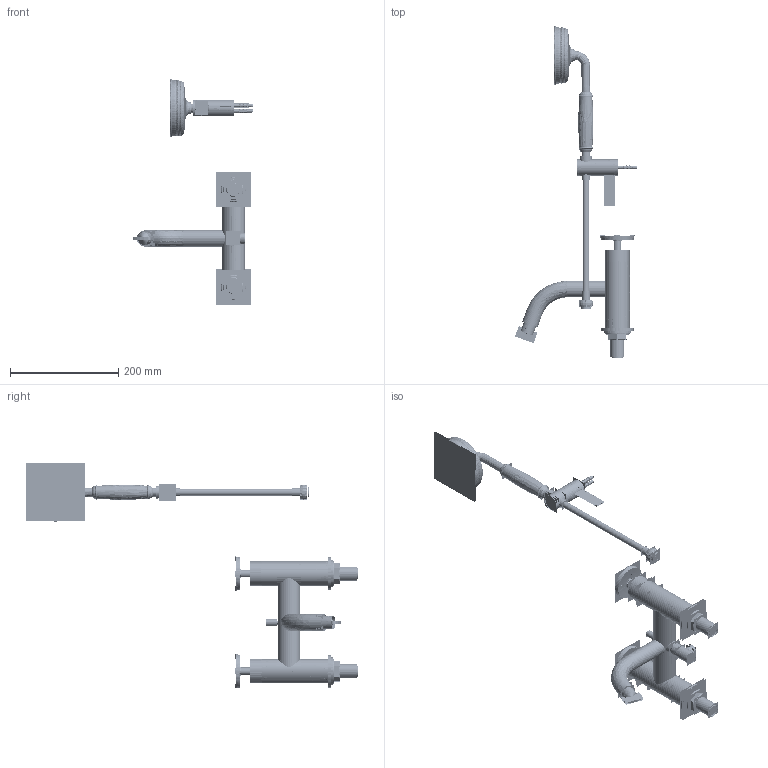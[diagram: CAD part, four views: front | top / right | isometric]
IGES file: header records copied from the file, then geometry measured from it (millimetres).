
Start section:  PTC IGES file: RIV4.igs
Global section: file name: RIV4.igs; native system: Pro/ENGINEER by Parametric Technology Corporation; preprocessor: 2009360; author: user321; organization: Unknown; date: 20200406.082626; units: millimetre
Bounding box: 224.73 x 611.36 x 416.76 mm (x, y, z)
Volume: 1364170.7 mm3; surface area: 2946913 mm2
Topology: 71 solids, 107 shells, 9854 faces, 50678 edges, 64282 vertices
Faces by surface type: bspline 5802, revolution 4052
